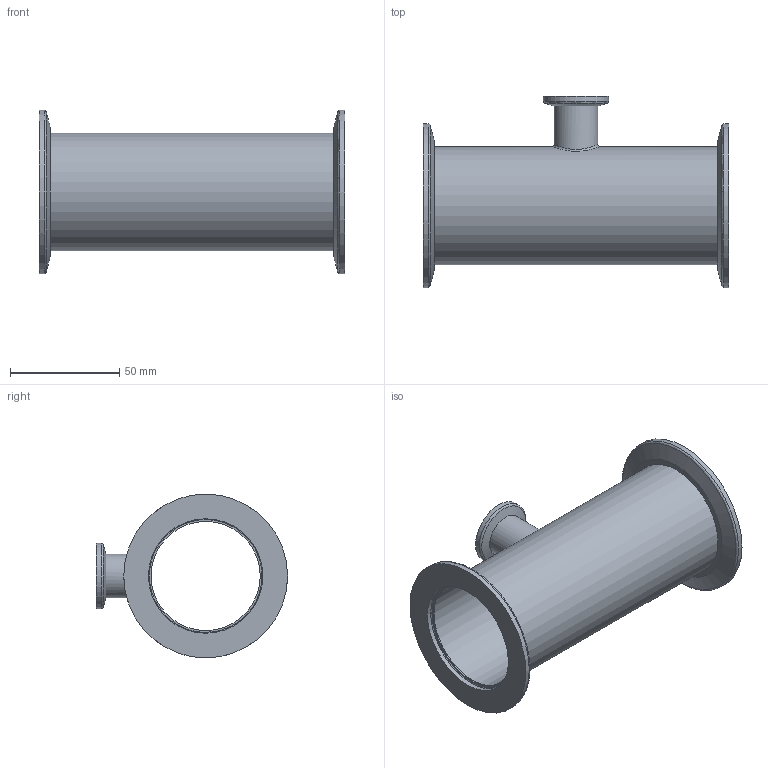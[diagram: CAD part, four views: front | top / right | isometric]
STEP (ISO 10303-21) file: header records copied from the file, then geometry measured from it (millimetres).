
FILE_DESCRIPTION (( 'STEP AP214' ), '1' );
FILE_NAME ('FULLVAC TR1KF5016.STEP', '2019-04-11T12:31:37', ( '' ), ( '' ), 'SwSTEP 2.0', 'SolidWorks 2017', '' );
FILE_SCHEMA (( 'AUTOMOTIVE_DESIGN' ));
Length unit declared in the file: millimetre
Products named in the file (4): 2^FULLVAC TR1KF5016; 1^FULLVAC TR1KF5016; FULLVAC TR1KF5016; 3^FULLVAC TR1KF5016
Assembly tree (4 placements, depth 2):
  FULLVAC TR1KF5016
    1^FULLVAC TR1KF5016
    2^FULLVAC TR1KF5016  x2
    3^FULLVAC TR1KF5016
Bounding box: 140 x 87.5 x 75 mm (x, y, z)
Volume: 65847.6 mm3; surface area: 61243.7 mm2
Topology: 4 solids, 4 shells, 41 faces, 84 edges, 55 vertices
Faces by surface type: cylinder 16, plane 14, bspline 8, cone 3
Full cylindrical faces by diameter (mm): 17 x2, 17.2 x1, 20 x1, 20.2 x1, 30 x1, 50 x3, 52.4 x2, 54 x1, 54.1 x2, 75 x2
Entity records: 2719 total; most frequent: CARTESIAN_POINT 1733, DIRECTION 114, ORIENTED_EDGE 62, EDGE_LOOP 62, AXIS2_PLACEMENT_3D 57, FACE_OUTER_BOUND 48, UNCERTAINTY_MEASURE_WITH_UNIT 40, MECHANICAL_DESIGN_GEOMETRIC_PRESENTATION_REPRESENTATION 36
